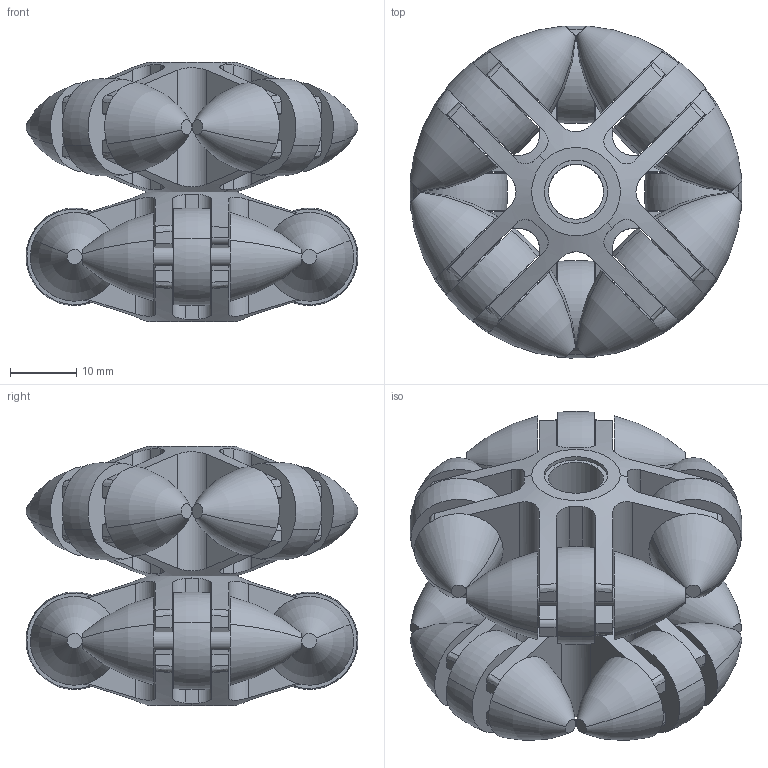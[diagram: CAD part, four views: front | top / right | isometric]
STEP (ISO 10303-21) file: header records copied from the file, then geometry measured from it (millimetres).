
FILE_DESCRIPTION (( 'STEP AP214' ), '1' );
FILE_NAME ('0014957_ASR50.step', '2017-09-20T08:06:33', ( '' ), ( '' ), 'SwSTEP 2.0', 'SolidWorks 2016', '' );
FILE_SCHEMA (( 'AUTOMOTIVE_DESIGN' ));
Length unit declared in the file: millimetre
Products named in the file (7): ASR10_Achse; ASR50_Halter_Steg; ASR10_Halter; ASR50_Rolle_Steg; ASR10_Roellchen; 0014873_ASR10; 0014957_ASR50
Assembly tree (20 placements, depth 3):
  0014957_ASR50
    ASR50_Rolle_Steg
      ASR50_Halter_Steg
      ASR10_Achse  x4
      ASR10_Roellchen  x4
    0014873_ASR10
      ASR10_Halter
      ASR10_Achse  x4
      ASR10_Roellchen  x4
Bounding box: 49.95 x 49.95 x 39 mm (x, y, z)
Volume: 33569.8 mm3; surface area: 26980.4 mm2
Topology: 34 solids, 34 shells, 462 faces, 1092 edges, 716 vertices
Faces by surface type: plane 222, cylinder 122, torus 48, cone 40, bspline 30
Entity records: 10200 total; most frequent: CARTESIAN_POINT 3485, ORIENTED_EDGE 1484, DIRECTION 1148, EDGE_CURVE 742, VERTEX_POINT 492, AXIS2_PLACEMENT_3D 403, VECTOR 342, LINE 342
